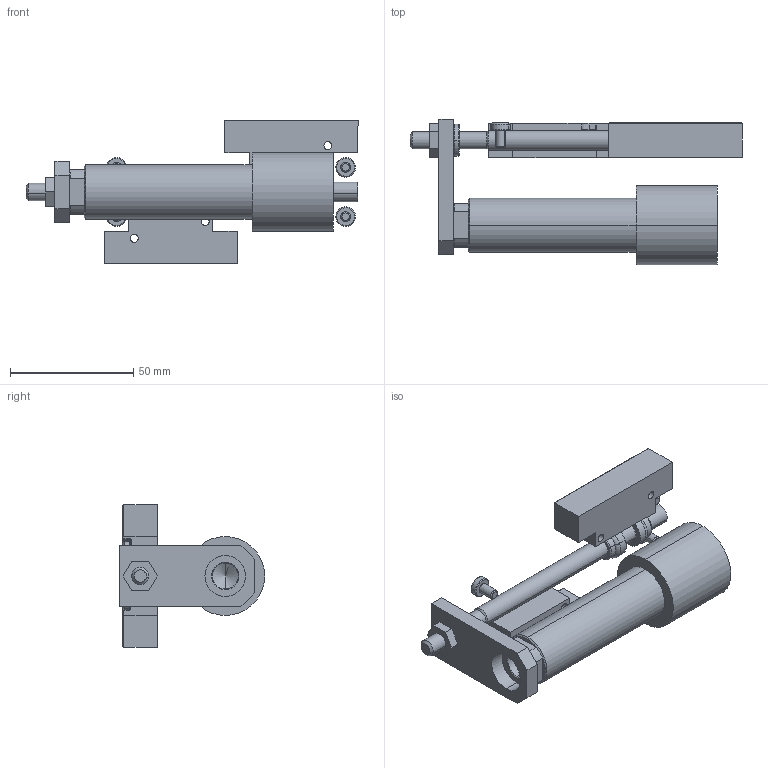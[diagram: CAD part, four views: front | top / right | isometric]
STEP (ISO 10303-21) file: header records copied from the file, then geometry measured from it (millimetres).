
FILE_DESCRIPTION (( 'STEP AP203' ), '1' );
FILE_NAME ('6d40.STEP', '2024-02-12T10:14:29', ( '' ), ( '' ), 'SwSTEP 2.0', 'SolidWorks 2019', '' );
FILE_SCHEMA (( 'CONFIG_CONTROL_DESIGN' ));
Length unit declared in the file: millimetre
Products named in the file (16): V450CM_C_Body 743d3179262af178e4364ed04637828a; SWITCH_X_FRONT_BACK 743d3179262af178e4364ed04637828a; SWITCH X 743d3179262af178e4364ed04637828a; X_Y_MFA 743d3179262af178e4364ed04637828a; ALLEN BOLT D5 743d3179262af178e4364ed04637828a; NUT_D12 743d3179262af178e4364ed04637828a; Block 743d3179262af178e4364ed04637828a; MAGNET 743d3179262af178e4364ed04637828a; TYC_L79 743d3179262af178e4364ed04637828a; V450CM_VC_B 743d3179262af178e4364ed04637828a; SWITCH DIM B,W 743d3179262af178e4364ed04637828a; ALLEN BOLT D8 743d3179262af178e4364ed04637828a; 6d40; ZARAZKA 743d3179262af178e4364ed04637828a; KONCOVKA 743d3179262af178e4364ed04637828a; V450CM_C_VCP 743d3179262af178e4364ed04637828a
Assembly tree (25 placements, depth 3):
  6d40
    V450CM_C_Body 743d3179262af178e4364ed04637828a
    SWITCH X 743d3179262af178e4364ed04637828a
      SWITCH_X_FRONT_BACK 743d3179262af178e4364ed04637828a  x2
      TYC_L79 743d3179262af178e4364ed04637828a
      Block 743d3179262af178e4364ed04637828a  x2
      ALLEN BOLT D5 743d3179262af178e4364ed04637828a  x4
      ALLEN BOLT D8 743d3179262af178e4364ed04637828a  x4
      MAGNET 743d3179262af178e4364ed04637828a  x2
      KONCOVKA 743d3179262af178e4364ed04637828a  x2
    NUT_D12 743d3179262af178e4364ed04637828a
    SWITCH DIM B,W 743d3179262af178e4364ed04637828a
    ZARAZKA 743d3179262af178e4364ed04637828a
    V450CM_C_VCP 743d3179262af178e4364ed04637828a
    V450CM_VC_B 743d3179262af178e4364ed04637828a
    X_Y_MFA 743d3179262af178e4364ed04637828a
Bounding box: 134.7 x 59 x 58 mm (x, y, z)
Volume: 93512.1 mm3; surface area: 28877.7 mm2
Topology: 13 solids, 13 shells, 299 faces, 630 edges, 363 vertices
Faces by surface type: plane 103, cylinder 98, cone 58, torus 36, sphere 4
Entity records: 51536 total; most frequent: CARTESIAN_POINT 26397, ORIENTED_EDGE 5320, DIRECTION 3608, EDGE_CURVE 2660, VERTEX_POINT 1729, VECTOR 1496, LINE 1496, EDGE_LOOP 1233
